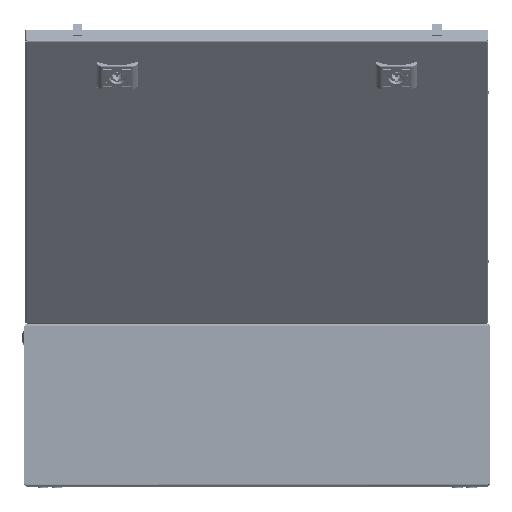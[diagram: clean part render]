
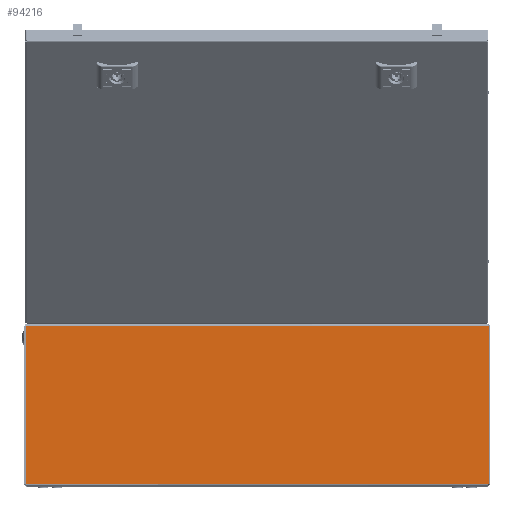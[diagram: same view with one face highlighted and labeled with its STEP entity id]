
A CAD part, front view. The second image highlights one B-rep face of the part: STEP entity #94216.
In plain terms, the highlighted planar face has unit normal (0, -1, 0).
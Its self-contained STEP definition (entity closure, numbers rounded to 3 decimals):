
#37443 = EDGE_LOOP ( 'NONE', ( #121614, #121616, #121618, #121620 ) ) ;
#62647 = CARTESIAN_POINT ( 'NONE',  ( 248.4, -200., 1.5 ) ) ;
#62667 = CARTESIAN_POINT ( 'NONE',  ( -248.4, -200., 1.5 ) ) ;
#62670 = CARTESIAN_POINT ( 'NONE',  ( -248.4, -200., 170.5 ) ) ;
#62675 = CARTESIAN_POINT ( 'NONE',  ( 248.4, -200., 170.5 ) ) ;
#85400 = CARTESIAN_POINT ( 'NONE',  ( -248.5, -200., 172. ) ) ;
#85403 = FACE_OUTER_BOUND ( 'NONE', #37443, .T. ) ;
#85404 = PLANE ( 'NONE',  #86488 ) ;
#85407 = DIRECTION ( 'NONE',  ( 0., 1., 0. ) ) ;
#85408 = DIRECTION ( 'NONE',  ( 0., 0., 1. ) ) ;
#86488 = AXIS2_PLACEMENT_3D ( 'NONE', #85400, #85407, #85408 ) ;
#94216 = ADVANCED_FACE ( 'NONE', ( #85403 ), #85404, .F. ) ;
#107682 = VECTOR ( 'NONE', #118492, 1000. ) ;
#107697 = VECTOR ( 'NONE', #118538, 1000. ) ;
#107707 = VECTOR ( 'NONE', #118545, 1000. ) ;
#107709 = VECTOR ( 'NONE', #118552, 1000. ) ;
#113680 = VERTEX_POINT ( 'NONE', #62647 ) ;
#113687 = VERTEX_POINT ( 'NONE', #62667 ) ;
#113688 = VERTEX_POINT ( 'NONE', #62670 ) ;
#113690 = VERTEX_POINT ( 'NONE', #62675 ) ;
#118463 = LINE ( 'NONE', #118486, #107682 ) ;
#118486 = CARTESIAN_POINT ( 'NONE',  ( -248.5, -200., 1.5 ) ) ;
#118492 = DIRECTION ( 'NONE',  ( -1., 0., 0. ) ) ;
#118499 = LINE ( 'NONE', #118512, #107707 ) ;
#118512 = CARTESIAN_POINT ( 'NONE',  ( -248.4, -200., 1.5 ) ) ;
#118515 = LINE ( 'NONE', #118533, #107697 ) ;
#118533 = CARTESIAN_POINT ( 'NONE',  ( 247.793, -200., 170.5 ) ) ;
#118536 = LINE ( 'NONE', #118547, #107709 ) ;
#118538 = DIRECTION ( 'NONE',  ( -1., 0., 0. ) ) ;
#118545 = DIRECTION ( 'NONE',  ( 0., 0., 1. ) ) ;
#118547 = CARTESIAN_POINT ( 'NONE',  ( 248.4, -200., 1.5 ) ) ;
#118552 = DIRECTION ( 'NONE',  ( 0., 0., 1. ) ) ;
#121614 = ORIENTED_EDGE ( 'NONE', *, *, #126263, .T. ) ;
#121616 = ORIENTED_EDGE ( 'NONE', *, *, #126266, .F. ) ;
#121618 = ORIENTED_EDGE ( 'NONE', *, *, #126254, .F. ) ;
#121620 = ORIENTED_EDGE ( 'NONE', *, *, #126270, .T. ) ;
#126254 = EDGE_CURVE ( 'NONE', #113680, #113687, #118463, .T. ) ;
#126263 = EDGE_CURVE ( 'NONE', #113690, #113688, #118515, .T. ) ;
#126266 = EDGE_CURVE ( 'NONE', #113687, #113688, #118499, .T. ) ;
#126270 = EDGE_CURVE ( 'NONE', #113680, #113690, #118536, .T. ) ;
